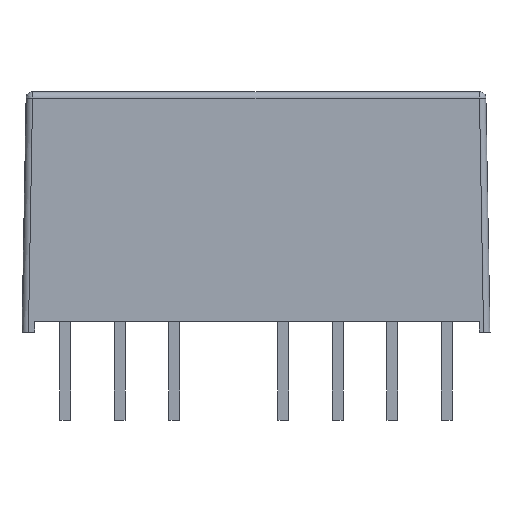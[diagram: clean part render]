
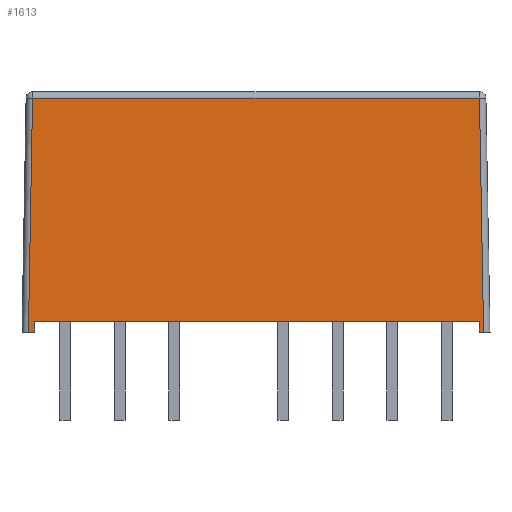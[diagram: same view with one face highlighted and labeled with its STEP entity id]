
A CAD part, front view. The second image highlights one B-rep face of the part: STEP entity #1613.
In plain terms, the highlighted planar face has unit normal (0, -1, 0.018).
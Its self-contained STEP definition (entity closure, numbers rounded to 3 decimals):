
#535=CARTESIAN_POINT('',(19.49,-5.826,-0.0));
#536=VERTEX_POINT('',#535);
#544=CARTESIAN_POINT('',(19.29,-5.826,-0.0));
#545=VERTEX_POINT('',#544);
#546=CARTESIAN_POINT('',(-2.01,-5.826,-0.0));
#547=DIRECTION('',(1.0,0.0,-0.0));
#548=VECTOR('',#547,1.0);
#549=LINE('',#546,#548);
#550=EDGE_CURVE('n� 1166',#545,#536,#549,.T.);
#583=CARTESIAN_POINT('',(-1.41,-5.826,-0.0));
#584=VERTEX_POINT('',#583);
#591=CARTESIAN_POINT('',(-1.71,-5.826,-0.0));
#592=VERTEX_POINT('',#591);
#593=CARTESIAN_POINT('',(-2.01,-5.826,-0.0));
#594=DIRECTION('',(1.0,0.0,-0.0));
#595=VECTOR('',#594,1.0);
#596=LINE('',#593,#595);
#597=EDGE_CURVE('n� 1132',#592,#584,#596,.T.);
#1192=CARTESIAN_POINT('',(19.3,-5.636,10.905));
#1193=VERTEX_POINT('',#1192);
#1239=CARTESIAN_POINT('',(-1.52,-5.636,10.905));
#1240=VERTEX_POINT('',#1239);
#1321=CARTESIAN_POINT('',(19.29,-5.818,0.5));
#1322=VERTEX_POINT('',#1321);
#1323=CARTESIAN_POINT('',(19.29,-5.818,0.5));
#1324=DIRECTION('',(-0.0,-0.017,-1.));
#1325=VECTOR('',#1324,1.0);
#1326=LINE('',#1323,#1325);
#1327=EDGE_CURVE('n� 485',#1322,#545,#1326,.T.);
#1345=CARTESIAN_POINT('',(-1.41,-5.818,0.5));
#1346=VERTEX_POINT('',#1345);
#1347=CARTESIAN_POINT('',(-1.41,-5.826,-0.0));
#1348=DIRECTION('',(0.0,0.017,1.));
#1349=VECTOR('',#1348,1.0);
#1350=LINE('',#1347,#1349);
#1351=EDGE_CURVE('n� 464',#584,#1346,#1350,.T.);
#1488=CARTESIAN_POINT('',(19.49,-5.826,-0.0));
#1489=DIRECTION('',(-0.017,0.017,1.));
#1490=VECTOR('',#1489,1.0);
#1491=LINE('',#1488,#1490);
#1492=EDGE_CURVE('n� 10',#536,#1193,#1491,.T.);
#1506=CARTESIAN_POINT('',(19.79,-5.636,10.905));
#1507=DIRECTION('',(-1.0,-0.0,0.0));
#1508=VECTOR('',#1507,1.0);
#1509=LINE('',#1506,#1508);
#1510=EDGE_CURVE('n� 14',#1193,#1240,#1509,.T.);
#1524=CARTESIAN_POINT('',(-1.52,-5.636,10.905));
#1525=DIRECTION('',(-0.017,-0.017,-1.));
#1526=VECTOR('',#1525,1.0);
#1527=LINE('',#1524,#1526);
#1528=EDGE_CURVE('n� 18',#1240,#592,#1527,.T.);
#1581=CARTESIAN_POINT('',(19.79,-5.818,0.5));
#1582=DIRECTION('',(1.0,0.0,-0.0));
#1583=VECTOR('',#1582,1.0);
#1584=LINE('',#1581,#1583);
#1585=EDGE_CURVE('n� 30',#1346,#1322,#1584,.T.);
#1598=ORIENTED_EDGE('',*,*,#1327,.T.);
#1599=ORIENTED_EDGE('',*,*,#550,.T.);
#1600=ORIENTED_EDGE('',*,*,#1492,.T.);
#1601=ORIENTED_EDGE('',*,*,#1510,.T.);
#1602=ORIENTED_EDGE('',*,*,#1528,.T.);
#1603=ORIENTED_EDGE('',*,*,#597,.T.);
#1604=ORIENTED_EDGE('',*,*,#1351,.T.);
#1605=ORIENTED_EDGE('',*,*,#1585,.T.);
#1606=EDGE_LOOP('',(#1598,#1599,#1600,#1601,#1602,#1603,#1604,#1605));
#1607=FACE_OUTER_BOUND('',#1606,.T.);
#1608=CARTESIAN_POINT('',(19.79,-5.826,-0.0));
#1609=DIRECTION('',(0.0,-1.,0.017));
#1610=DIRECTION('',(0.0,0.017,1.));
#1611=AXIS2_PLACEMENT_3D('',#1608,#1609,#1610);
#1612=PLANE('',#1611);
#1613=ADVANCED_FACE('n� 2',(#1607),#1612,.T.);
